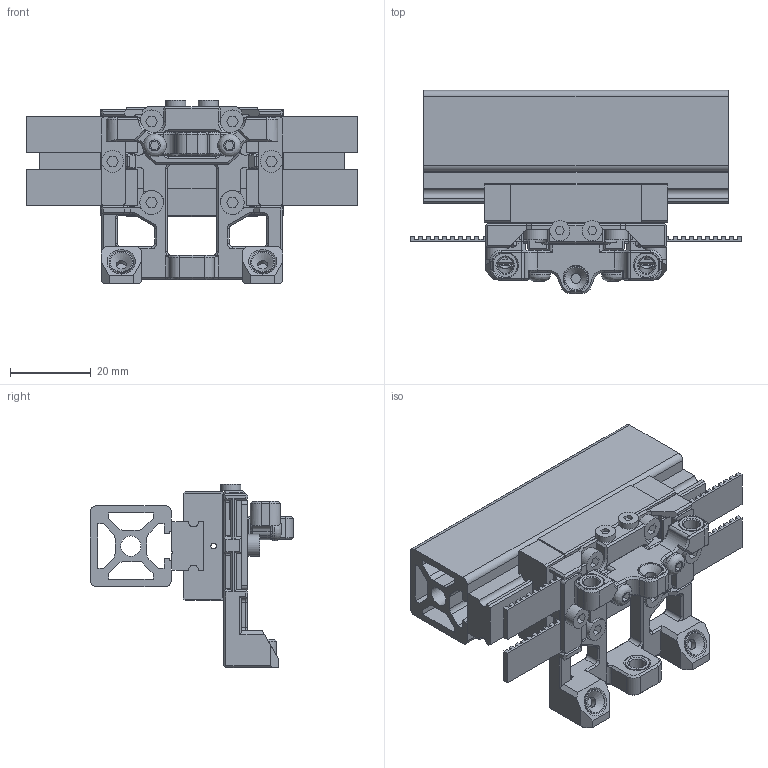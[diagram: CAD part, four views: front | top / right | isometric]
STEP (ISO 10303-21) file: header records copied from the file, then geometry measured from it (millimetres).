
FILE_DESCRIPTION(/* description */ (''),/* implementation_level */ '2;1');
FILE_NAME(/* name */ 'CNC stealthchanger shuttle_.step',/* time_stamp */ '2025-10-07T01:05:47+02:00',/* author */ (''),/* organization */ (''),/* preprocessor_version */ 'ST-DEVELOPER v20.1',/* originating_system */ 'Autodesk Translation Framework v14.17.0.0',/* authorisation */ '');
FILE_SCHEMA (('AUTOMOTIVE_DESIGN { 1 0 10303 214 3 1 1 }'));
Length unit declared in the file: millimetre
Products named in the file (5): CNC Shuttle; Main; Upper; Tap; gantry
Assembly tree (4 placements, depth 2):
  CNC Shuttle
    Main
    Upper
    Tap
    gantry
Bounding box: 82 x 50.25 x 45.3 mm (x, y, z)
Volume: 42848 mm3; surface area: 37234.4 mm2
Topology: 27 solids, 27 shells, 1263 faces, 3323 edges, 2109 vertices
Faces by surface type: plane 880, cylinder 210, cone 125, bspline 48
Full cylindrical faces by diameter (mm): 1.4 x2, 2 x2, 2.4 x2, 2.5 x3, 2.7 x4, 3 x10, 3.2 x12, 3.5 x1, 4 x3, 5 x3, 5.4 x2, 5.7 x2, 5.8 x4, 6 x13
Entity records: 40377 total; most frequent: CARTESIAN_POINT 9013, ORIENTED_EDGE 6626, DIRECTION 6160, EDGE_CURVE 3313, LINE 2570, VECTOR 2570, VERTEX_POINT 2109, AXIS2_PLACEMENT_3D 1795
